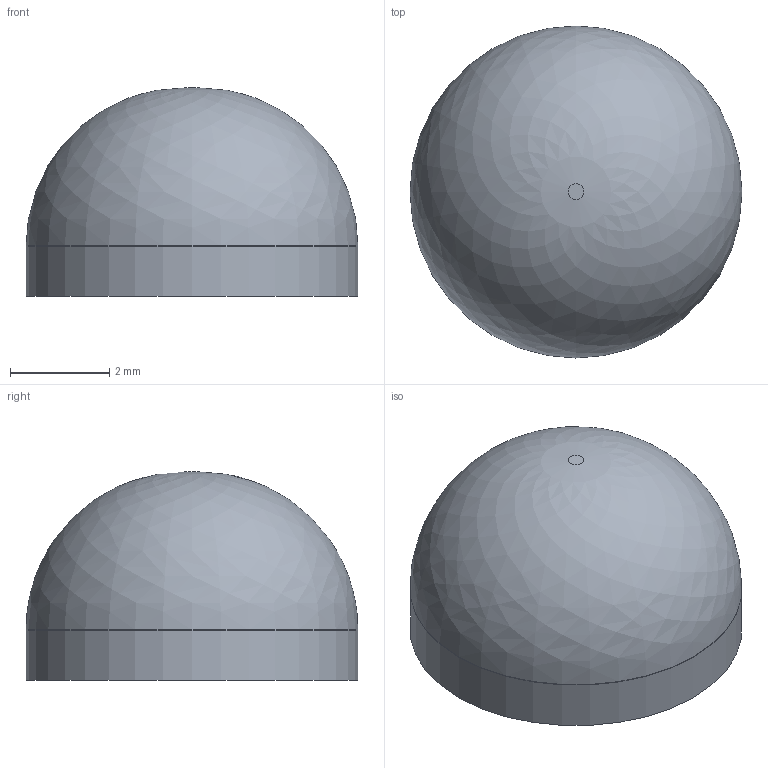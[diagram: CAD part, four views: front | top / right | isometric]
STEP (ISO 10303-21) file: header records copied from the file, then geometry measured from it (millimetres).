
FILE_DESCRIPTION(('FreeCAD Model'),'2;1');
FILE_NAME('RF-021.step', '2020-09-13T15:48:17',('Author'),(''), 'Open CASCADE STEP processor 7.3','FreeCAD','Unknown');
FILE_SCHEMA(('AUTOMOTIVE_DESIGN { 1 0 10303 214 1 1 1 1 }'));
Length unit declared in the file: millimetre
Products named in the file (1): RF-021
Bounding box: 6.7 x 6.7 x 4.2 mm (x, y, z)
Volume: 111.9 mm3; surface area: 125.6 mm2
Topology: 1 solids, 1 shells, 5 faces, 7 edges, 4 vertices
Faces by surface type: cylinder 2, plane 2, revolution 1
Full cylindrical faces by diameter (mm): 6.7 x2
Entity records: 234 total; most frequent: CARTESIAN_POINT 43, DIRECTION 37, ORIENTED_EDGE 14, LINE 14, VECTOR 14, PCURVE 14, DEFINITIONAL_REPRESENTATION 14, AXIS2_PLACEMENT_3D 10
